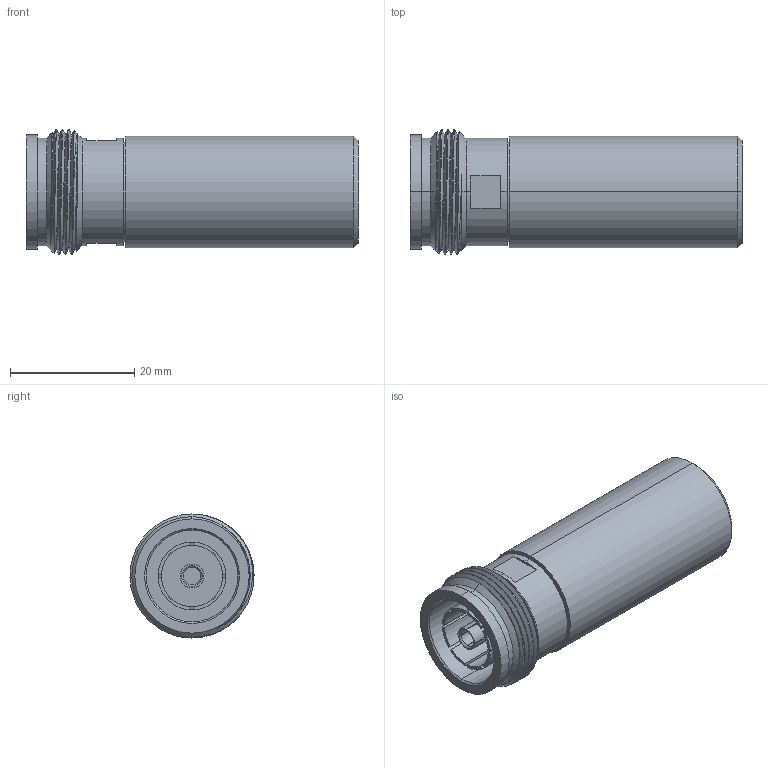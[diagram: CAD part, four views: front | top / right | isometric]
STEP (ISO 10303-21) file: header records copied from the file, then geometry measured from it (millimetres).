
FILE_DESCRIPTION (( 'STEP AP214' ), '1' );
FILE_NAME ('PE6TR1122_3D.STEP', '2021-08-09T19:37:38', ( '' ), ( '' ), 'SwSTEP 2.0', 'SolidWorks 2021', '' );
FILE_SCHEMA (( 'AUTOMOTIVE_DESIGN' ));
Length unit declared in the file: inch
Products named in the file (1): PE6TR1122_3D
Bounding box: 53.5 x 20 x 20 mm (x, y, z)
Volume: 11647.5 mm3; surface area: 5441.6 mm2
Topology: 1 solids, 1 shells, 110 faces, 296 edges, 194 vertices
Faces by surface type: plane 58, cylinder 36, cone 13, bspline 3
Entity records: 4550 total; most frequent: CARTESIAN_POINT 1845, ORIENTED_EDGE 592, DIRECTION 534, EDGE_CURVE 296, AXIS2_PLACEMENT_3D 202, VERTEX_POINT 194, LINE 130, VECTOR 130
